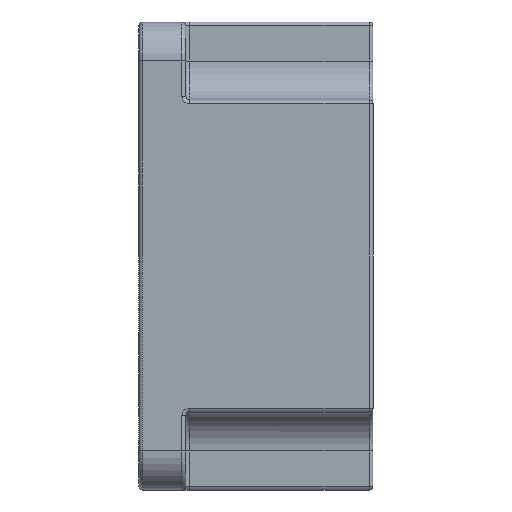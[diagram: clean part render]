
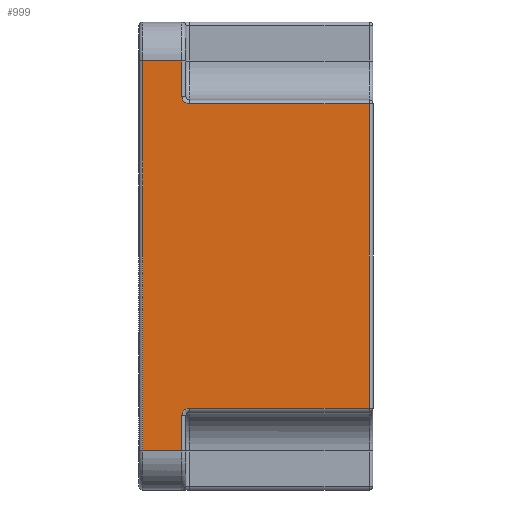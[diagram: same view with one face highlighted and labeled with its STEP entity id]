
A CAD part, left-side view. The second image highlights one B-rep face of the part: STEP entity #999.
In plain terms, the highlighted planar face has unit normal (-1, 0, 0).
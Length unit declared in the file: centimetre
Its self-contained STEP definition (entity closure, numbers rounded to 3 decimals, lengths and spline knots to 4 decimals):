
#5 = DIRECTION ( 'NONE',  ( 0., 0., -1. ) ) ;
#234 = AXIS2_PLACEMENT_3D ( 'NONE', #501, #5037, #3714 ) ;
#412 = CARTESIAN_POINT ( 'NONE',  ( 0., 6., 0. ) ) ;
#501 = CARTESIAN_POINT ( 'NONE',  ( 0., 4.7, -10.1 ) ) ;
#558 = ORIENTED_EDGE ( 'NONE', *, *, #5756, .F. ) ;
#634 = VECTOR ( 'NONE', #5034, 100. ) ;
#670 = CARTESIAN_POINT ( 'NONE',  ( 0., 4.9, -10.1 ) ) ;
#703 = VERTEX_POINT ( 'NONE', #2579 ) ;
#999 = ADVANCED_FACE ( 'NONE', ( #4052 ), #5905, .T. ) ;
#1028 = VECTOR ( 'NONE', #1780, 100. ) ;
#1153 = CARTESIAN_POINT ( 'NONE',  ( 0., 4.7, -1.9 ) ) ;
#1217 = VERTEX_POINT ( 'NONE', #2517 ) ;
#1405 = CIRCLE ( 'NONE', #234, 0.2 ) ;
#1650 = ORIENTED_EDGE ( 'NONE', *, *, #4430, .T. ) ;
#1743 = CARTESIAN_POINT ( 'NONE',  ( 0., 0.1, -9.9 ) ) ;
#1744 = VERTEX_POINT ( 'NONE', #3142 ) ;
#1780 = DIRECTION ( 'NONE',  ( 0., -1., 0. ) ) ;
#1852 = CARTESIAN_POINT ( 'NONE',  ( 0., 4.9, 0. ) ) ;
#2062 = EDGE_CURVE ( 'NONE', #4820, #5703, #4123, .T. ) ;
#2064 = CARTESIAN_POINT ( 'NONE',  ( 0., 4.9, 0. ) ) ;
#2137 = ORIENTED_EDGE ( 'NONE', *, *, #2062, .T. ) ;
#2257 = LINE ( 'NONE', #5458, #1028 ) ;
#2279 = CIRCLE ( 'NONE', #4714, 0.2 ) ;
#2283 = CARTESIAN_POINT ( 'NONE',  ( 0., 4.8, -2.1 ) ) ;
#2326 = ORIENTED_EDGE ( 'NONE', *, *, #4265, .T. ) ;
#2346 = VECTOR ( 'NONE', #4641, 100. ) ;
#2405 = VECTOR ( 'NONE', #5, 100. ) ;
#2478 = EDGE_CURVE ( 'NONE', #2596, #3343, #2279, .T. ) ;
#2517 = CARTESIAN_POINT ( 'NONE',  ( 0., 4.9, -11. ) ) ;
#2572 = ORIENTED_EDGE ( 'NONE', *, *, #5888, .T. ) ;
#2579 = CARTESIAN_POINT ( 'NONE',  ( 0., 4.7, -9.9 ) ) ;
#2596 = VERTEX_POINT ( 'NONE', #5231 ) ;
#2644 = DIRECTION ( 'NONE',  ( 0., 0., 1. ) ) ;
#2661 = EDGE_CURVE ( 'NONE', #5703, #5827, #3116, .T. ) ;
#2715 = DIRECTION ( 'NONE',  ( 0., 0., 1. ) ) ;
#2748 = CARTESIAN_POINT ( 'NONE',  ( 0., 5.9, -1. ) ) ;
#2897 = LINE ( 'NONE', #1852, #5491 ) ;
#2906 = LINE ( 'NONE', #3075, #4472 ) ;
#2988 = VERTEX_POINT ( 'NONE', #1743 ) ;
#3075 = CARTESIAN_POINT ( 'NONE',  ( 0., 0.1, -2. ) ) ;
#3116 = LINE ( 'NONE', #3247, #2405 ) ;
#3134 = LINE ( 'NONE', #2283, #634 ) ;
#3142 = CARTESIAN_POINT ( 'NONE',  ( 0., 0.1, -2.1 ) ) ;
#3247 = CARTESIAN_POINT ( 'NONE',  ( 0., 5.9, 0. ) ) ;
#3259 = DIRECTION ( 'NONE',  ( 0., 0., 1. ) ) ;
#3326 = VECTOR ( 'NONE', #5311, 100. ) ;
#3343 = VERTEX_POINT ( 'NONE', #5675 ) ;
#3412 = ORIENTED_EDGE ( 'NONE', *, *, #2661, .T. ) ;
#3437 = DIRECTION ( 'NONE',  ( -1., 0., 0. ) ) ;
#3597 = ORIENTED_EDGE ( 'NONE', *, *, #5019, .T. ) ;
#3617 = LINE ( 'NONE', #2064, #3326 ) ;
#3696 = EDGE_CURVE ( 'NONE', #2988, #1744, #2906, .T. ) ;
#3714 = DIRECTION ( 'NONE',  ( 0., 0., 1. ) ) ;
#3781 = VECTOR ( 'NONE', #4138, 100. ) ;
#3885 = CARTESIAN_POINT ( 'NONE',  ( 0., 4.9, -1. ) ) ;
#3898 = EDGE_LOOP ( 'NONE', ( #3929, #2572, #2137, #3412, #1650, #2326, #558, #5476, #4453, #3597 ) ) ;
#3929 = ORIENTED_EDGE ( 'NONE', *, *, #2478, .F. ) ;
#3997 = VERTEX_POINT ( 'NONE', #670 ) ;
#4052 = FACE_OUTER_BOUND ( 'NONE', #3898, .T. ) ;
#4079 = AXIS2_PLACEMENT_3D ( 'NONE', #412, #5488, #2715 ) ;
#4123 = LINE ( 'NONE', #5568, #2346 ) ;
#4129 = LINE ( 'NONE', #5929, #3781 ) ;
#4138 = DIRECTION ( 'NONE',  ( 0., -1., 0. ) ) ;
#4265 = EDGE_CURVE ( 'NONE', #1217, #3997, #2897, .T. ) ;
#4356 = DIRECTION ( 'NONE',  ( 0., 0., 1. ) ) ;
#4430 = EDGE_CURVE ( 'NONE', #5827, #1217, #2257, .T. ) ;
#4453 = ORIENTED_EDGE ( 'NONE', *, *, #3696, .T. ) ;
#4472 = VECTOR ( 'NONE', #2644, 100. ) ;
#4641 = DIRECTION ( 'NONE',  ( 0., 1., 0. ) ) ;
#4687 = CARTESIAN_POINT ( 'NONE',  ( 0., 5.9, -11. ) ) ;
#4714 = AXIS2_PLACEMENT_3D ( 'NONE', #1153, #3437, #4356 ) ;
#4820 = VERTEX_POINT ( 'NONE', #3885 ) ;
#5019 = EDGE_CURVE ( 'NONE', #1744, #3343, #3134, .T. ) ;
#5034 = DIRECTION ( 'NONE',  ( 0., 1., 0. ) ) ;
#5037 = DIRECTION ( 'NONE',  ( -1., 0., 0. ) ) ;
#5053 = EDGE_CURVE ( 'NONE', #703, #2988, #4129, .T. ) ;
#5231 = CARTESIAN_POINT ( 'NONE',  ( 0., 4.9, -1.9 ) ) ;
#5311 = DIRECTION ( 'NONE',  ( 0., 0., 1. ) ) ;
#5458 = CARTESIAN_POINT ( 'NONE',  ( 0., 6., -11. ) ) ;
#5476 = ORIENTED_EDGE ( 'NONE', *, *, #5053, .T. ) ;
#5488 = DIRECTION ( 'NONE',  ( -1., 0., 0. ) ) ;
#5491 = VECTOR ( 'NONE', #3259, 100. ) ;
#5568 = CARTESIAN_POINT ( 'NONE',  ( 0., 6., -1. ) ) ;
#5675 = CARTESIAN_POINT ( 'NONE',  ( 0., 4.7, -2.1 ) ) ;
#5703 = VERTEX_POINT ( 'NONE', #2748 ) ;
#5756 = EDGE_CURVE ( 'NONE', #703, #3997, #1405, .T. ) ;
#5827 = VERTEX_POINT ( 'NONE', #4687 ) ;
#5888 = EDGE_CURVE ( 'NONE', #2596, #4820, #3617, .T. ) ;
#5905 = PLANE ( 'NONE',  #4079 ) ;
#5929 = CARTESIAN_POINT ( 'NONE',  ( 0., 0., -9.9 ) ) ;
